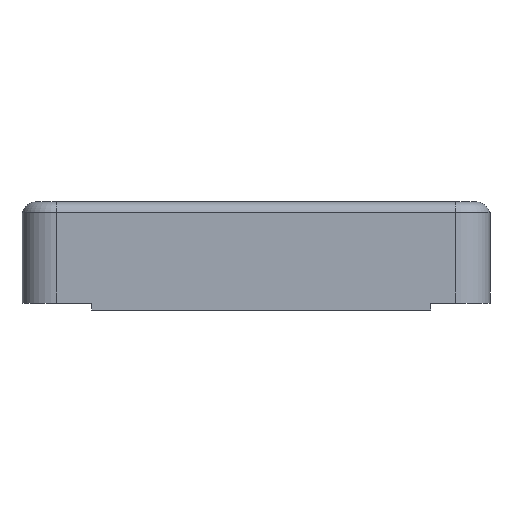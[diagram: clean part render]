
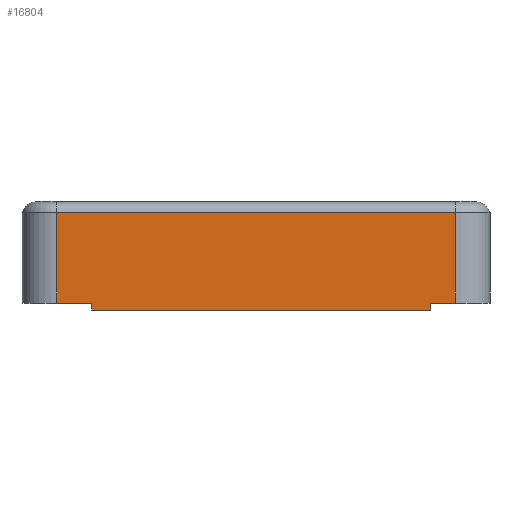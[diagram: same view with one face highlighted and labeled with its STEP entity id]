
A CAD part, front view. The second image highlights one B-rep face of the part: STEP entity #16804.
In plain terms, the highlighted planar face has unit normal (0, -1, 0).
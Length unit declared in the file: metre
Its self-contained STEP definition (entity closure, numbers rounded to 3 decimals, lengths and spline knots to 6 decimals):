
#2402=ORIENTED_EDGE('',*,*,#7422,.F.);
#2403=ORIENTED_EDGE('',*,*,#7395,.T.);
#2404=ORIENTED_EDGE('',*,*,#7423,.T.);
#2405=ORIENTED_EDGE('',*,*,#7424,.F.);
#2406=ORIENTED_EDGE('',*,*,#7425,.T.);
#2407=ORIENTED_EDGE('',*,*,#7426,.T.);
#2408=ORIENTED_EDGE('',*,*,#7381,.T.);
#2409=ORIENTED_EDGE('',*,*,#7390,.F.);
#7381=EDGE_CURVE('',#9931,#9935,#11689,.T.);
#7390=EDGE_CURVE('',#9942,#9935,#11694,.T.);
#7395=EDGE_CURVE('',#9945,#9947,#11697,.T.);
#7422=EDGE_CURVE('',#9945,#9942,#11718,.T.);
#7423=EDGE_CURVE('',#9947,#9968,#11719,.T.);
#7424=EDGE_CURVE('',#9969,#9968,#11720,.T.);
#7425=EDGE_CURVE('',#9969,#9970,#11721,.T.);
#7426=EDGE_CURVE('',#9970,#9931,#11722,.T.);
#9931=VERTEX_POINT('',#23369);
#9935=VERTEX_POINT('',#23377);
#9942=VERTEX_POINT('',#23396);
#9945=VERTEX_POINT('',#23403);
#9947=VERTEX_POINT('',#23407);
#9968=VERTEX_POINT('',#23469);
#9969=VERTEX_POINT('',#23471);
#9970=VERTEX_POINT('',#23473);
#11689=LINE('',#23378,#13006);
#11694=LINE('',#23398,#13011);
#11697=LINE('',#23408,#13014);
#11718=LINE('',#23467,#13035);
#11719=LINE('',#23468,#13036);
#11720=LINE('',#23470,#13037);
#11721=LINE('',#23472,#13038);
#11722=LINE('',#23474,#13039);
#13006=VECTOR('',#19507,1.);
#13011=VECTOR('',#19526,1.);
#13014=VECTOR('',#19535,1.);
#13035=VECTOR('',#19592,1.);
#13036=VECTOR('',#19593,1.);
#13037=VECTOR('',#19594,1.);
#13038=VECTOR('',#19595,1.);
#13039=VECTOR('',#19596,1.);
#14302=EDGE_LOOP('',(#2402,#2403,#2404,#2405,#2406,#2407,#2408,#2409));
#15356=FACE_BOUND('',#14302,.T.);
#16337=PLANE('',#17970);
#16804=ADVANCED_FACE('',(#15356),#16337,.F.);
#17970=AXIS2_PLACEMENT_3D('',#23466,#19590,#19591);
#19507=DIRECTION('',(1.,0.,0.));
#19526=DIRECTION('',(0.,0.,-1.));
#19535=DIRECTION('',(0.,0.,-1.));
#19590=DIRECTION('',(0.,1.,0.));
#19591=DIRECTION('',(0.,0.,1.));
#19592=DIRECTION('',(1.,0.,0.));
#19593=DIRECTION('',(1.,0.,0.));
#19594=DIRECTION('',(0.,0.,1.));
#19595=DIRECTION('',(1.,0.,0.));
#19596=DIRECTION('',(0.,0.,1.));
#23369=CARTESIAN_POINT('',(0.048616,-0.01,0.));
#23377=CARTESIAN_POINT('',(0.052101,-0.01,0.));
#23378=CARTESIAN_POINT('',(0.023551,-0.01,0.));
#23396=CARTESIAN_POINT('',(0.052101,-0.01,0.013));
#23398=CARTESIAN_POINT('',(0.052101,-0.01,0.013));
#23403=CARTESIAN_POINT('',(-0.005,-0.01,0.013));
#23407=CARTESIAN_POINT('',(-0.005,-0.01,0.));
#23408=CARTESIAN_POINT('',(-0.005,-0.01,0.));
#23466=CARTESIAN_POINT('',(0.023551,-0.01,0.013));
#23467=CARTESIAN_POINT('',(0.023551,-0.01,0.013));
#23468=CARTESIAN_POINT('',(0.023551,-0.01,0.));
#23469=CARTESIAN_POINT('',(0.,-0.01,0.));
#23470=CARTESIAN_POINT('',(0.,-0.01,-0.001));
#23471=CARTESIAN_POINT('',(0.,-0.01,-0.001));
#23472=CARTESIAN_POINT('',(0.023551,-0.01,-0.001));
#23473=CARTESIAN_POINT('',(0.048616,-0.01,-0.001));
#23474=CARTESIAN_POINT('',(0.048616,-0.01,-0.001));
